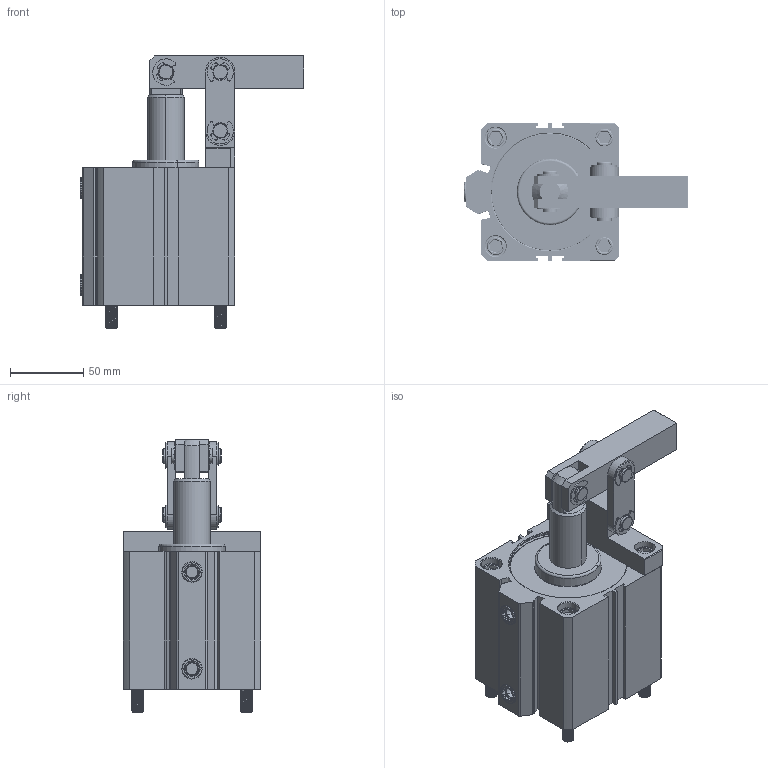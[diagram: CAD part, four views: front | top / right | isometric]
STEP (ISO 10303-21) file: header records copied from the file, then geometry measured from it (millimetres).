
FILE_DESCRIPTION (( 'STEP AP214' ), '1' );
FILE_NAME ('CALC-MS80杠杆空压缸三维图.STEP', '2019-04-14T07:48:30', ( '' ), ( '' ), 'SwSTEP 2.0', 'SolidWorks 2016', '' );
FILE_SCHEMA (( 'AUTOMOTIVE_DESIGN' ));
Length unit declared in the file: millimetre
Products named in the file (15): ヶ裔_1; 菁縐; 傻种; MS63掛极; 80縐; 揤旋; CALC-MS80杠杆空压缸三维图; 80; 蟀裝; 1x4黑芛80; 100; 114; MS 80活塞杆; 80綴裔; 酗种
Assembly tree (24 placements, depth 2):
  CALC-MS80杠杆空压缸三维图
    揤旋
    80縐  x6
    MS63掛极
    傻种
    菁縐
    ヶ裔_1
    酗种  x2
    80綴裔
    MS 80活塞杆
    114  x2
    100  x2
    1x4黑芛80  x2
    蟀裝  x2
    80
Bounding box: 152.5 x 94 x 185.5 mm (x, y, z)
Volume: 567941.9 mm3; surface area: 175671.4 mm2
Topology: 24 solids, 24 shells, 1109 faces, 2894 edges, 1880 vertices
Faces by surface type: cylinder 647, plane 292, cone 113, bspline 41, torus 16
Entity records: 41844 total; most frequent: CARTESIAN_POINT 25199, ORIENTED_EDGE 3622, DIRECTION 3124, EDGE_CURVE 1811, VERTEX_POINT 1172, AXIS2_PLACEMENT_3D 1139, VECTOR 846, LINE 846
